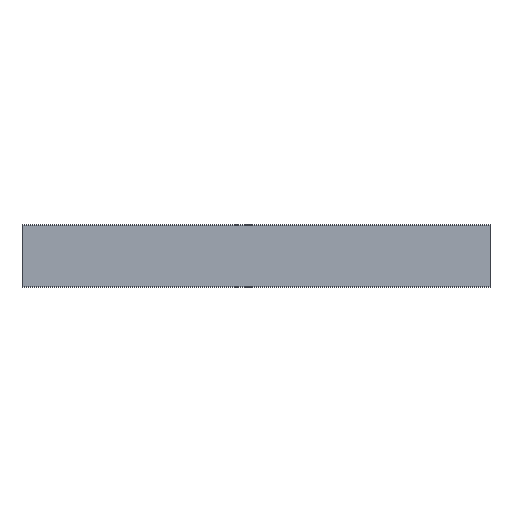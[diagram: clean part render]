
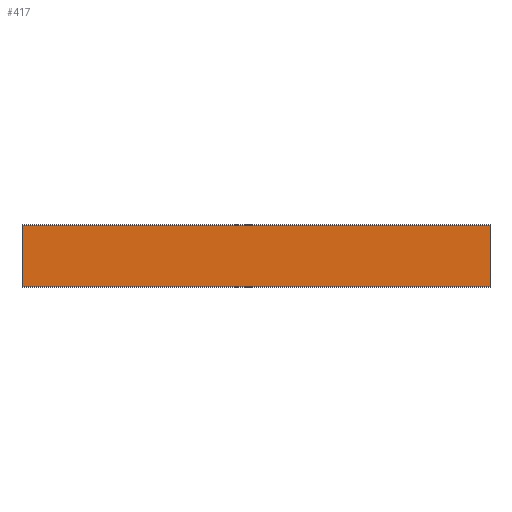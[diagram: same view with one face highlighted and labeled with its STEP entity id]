
A CAD part, top view. The second image highlights one B-rep face of the part: STEP entity #417.
In plain terms, the highlighted planar face has unit normal (0, 0, 1).
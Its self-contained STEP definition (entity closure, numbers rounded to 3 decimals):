
#23=PLANE('',#465);
#45=FACE_OUTER_BOUND('',#67,.T.);
#67=EDGE_LOOP('',(#342,#343,#344,#345));
#85=LINE('',#654,#121);
#103=LINE('',#715,#139);
#104=LINE('',#717,#140);
#105=LINE('',#718,#141);
#121=VECTOR('',#525,1.);
#139=VECTOR('',#589,1.);
#140=VECTOR('',#592,1.);
#141=VECTOR('',#593,1.);
#184=VERTEX_POINT('',#651);
#185=VERTEX_POINT('',#653);
#204=VERTEX_POINT('',#711);
#205=VERTEX_POINT('',#713);
#232=EDGE_CURVE('',#184,#185,#85,.T.);
#263=EDGE_CURVE('',#204,#205,#103,.T.);
#264=EDGE_CURVE('',#184,#204,#104,.T.);
#265=EDGE_CURVE('',#205,#185,#105,.T.);
#342=ORIENTED_EDGE('',*,*,#264,.T.);
#343=ORIENTED_EDGE('',*,*,#263,.T.);
#344=ORIENTED_EDGE('',*,*,#265,.T.);
#345=ORIENTED_EDGE('',*,*,#232,.F.);
#417=ADVANCED_FACE('',(#45),#23,.T.);
#465=AXIS2_PLACEMENT_3D('',#716,#590,#591);
#525=DIRECTION('',(1.,0.,0.));
#589=DIRECTION('',(1.,0.,0.));
#590=DIRECTION('center_axis',(0.,0.,1.));
#591=DIRECTION('ref_axis',(0.,-1.,0.));
#592=DIRECTION('',(0.,-1.,0.));
#593=DIRECTION('',(0.,1.,0.));
#651=CARTESIAN_POINT('',(-2.7,185.091,0.75));
#653=CARTESIAN_POINT('',(2997.3,185.091,0.75));
#654=CARTESIAN_POINT('',(-2.7,185.091,0.75));
#711=CARTESIAN_POINT('',(-2.7,-210.909,0.75));
#713=CARTESIAN_POINT('',(2997.3,-210.909,0.75));
#715=CARTESIAN_POINT('',(-2.7,-210.909,0.75));
#716=CARTESIAN_POINT('Origin',(-2.7,-12.909,0.75));
#717=CARTESIAN_POINT('',(-2.7,-12.909,0.75));
#718=CARTESIAN_POINT('',(2997.3,-12.909,0.75));
